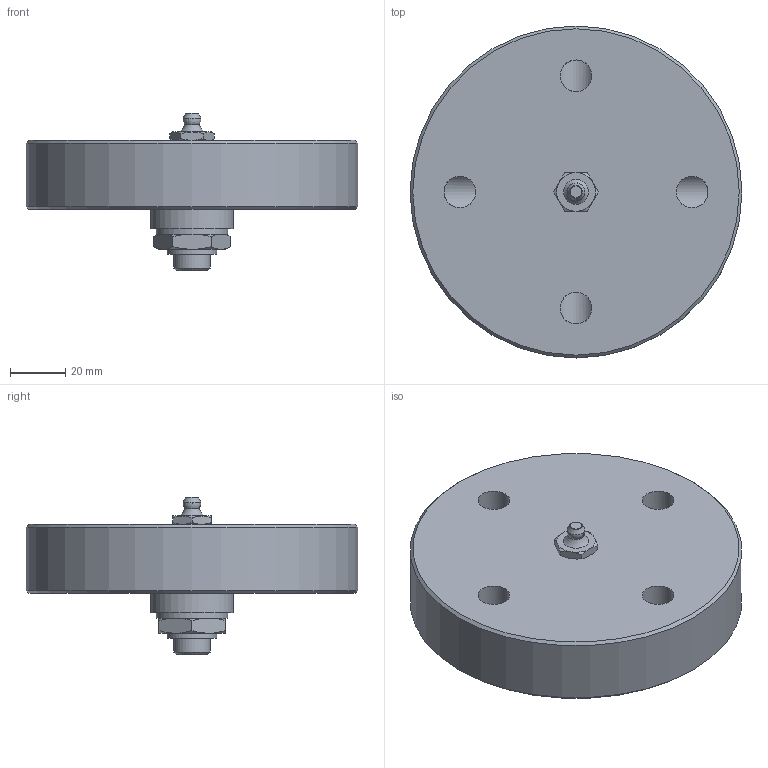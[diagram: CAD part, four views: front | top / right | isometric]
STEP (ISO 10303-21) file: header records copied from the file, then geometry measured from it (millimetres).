
FILE_DESCRIPTION(/* description */ ('4-fold adapter G 1/4"'),/* implementation_level */ '2;1');
FILE_NAME(/* name */ '290_4101_4_1_Adapter_1_4Zoll.stp',/* time_stamp */ '2018-10-15T16:20:46+02:00',/* author */ ('PascalZweiacker'),/* organization */ (''),/* preprocessor_version */ 'ST-DEVELOPER v17',/* originating_system */ 'Autodesk Inventor 2018',/* authorisation */ '');
FILE_SCHEMA (('AUTOMOTIVE_DESIGN { 1 0 10303 214 3 1 1 }'));
Length unit declared in the file: millimetre
Products named in the file (1): 290.4101
Bounding box: 120 x 120 x 57 mm (x, y, z)
Volume: 256800.6 mm3; surface area: 43781.8 mm2
Topology: 1 solids, 2 shells, 88 faces, 227 edges, 149 vertices
Faces by surface type: cone 35, plane 27, cylinder 23, torus 2, sphere 1
Full cylindrical faces by diameter (mm): 3 x1, 8 x1, 11.445 x4, 13.157 x1, 14 x4, 15 x1, 18 x1, 18.631 x1, 20.955 x1, 21 x1, 26 x1, 30 x1, 120 x1
Entity records: 3097 total; most frequent: CARTESIAN_POINT 863, DIRECTION 446, ORIENTED_EDGE 444, EDGE_CURVE 222, AXIS2_PLACEMENT_3D 202, VERTEX_POINT 149, EDGE_LOOP 109, CIRCLE 106
